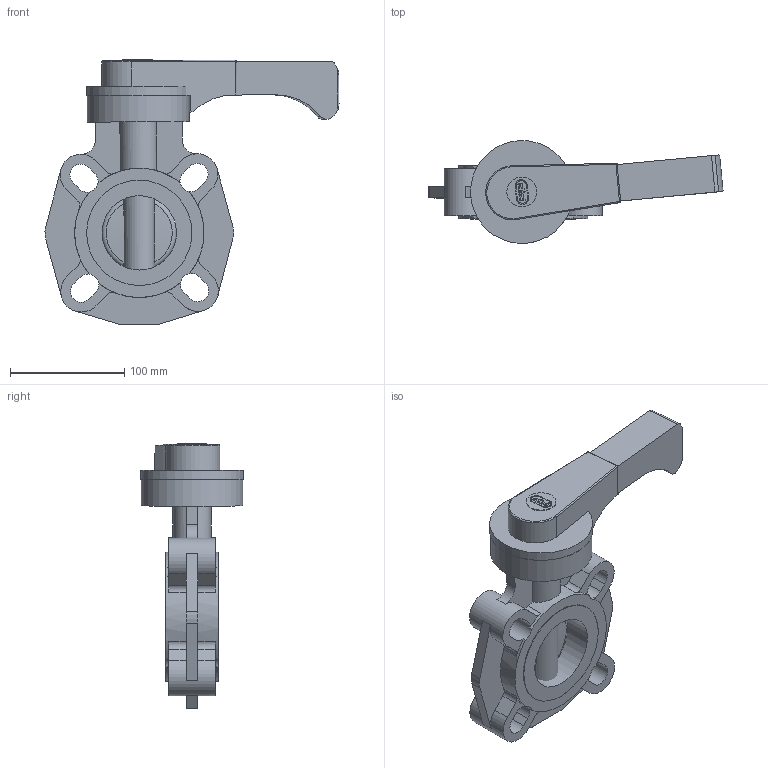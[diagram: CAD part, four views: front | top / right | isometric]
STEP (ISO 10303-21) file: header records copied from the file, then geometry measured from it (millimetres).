
FILE_DESCRIPTION(/* description */ (''),/* implementation_level */ '2;1');
FILE_NAME(/* name */ 'FEOVLM075E.iam.stp',/* time_stamp */ '2013-10-01T10:17:15+02:00',/* author */ ('bfaro'),/* organization */ (''),/* preprocessor_version */ 'ST-DEVELOPER v15.2',/* originating_system */ 'Autodesk Inventor 2014',/* authorisation */ '');
FILE_SCHEMA (('AUTOMOTIVE_DESIGN { 1 0 10303 214 3 1 1 }'));
Length unit declared in the file: millimetre
Products named in the file (5): Maniglia 50-63-75; cassa FE 075; Disco FE-FK 075; Piastrina 40; FEOVLM075E
Bounding box: 256.95 x 89.98 x 231.24 mm (x, y, z)
Volume: 1012553 mm3; surface area: 152313.7 mm2
Topology: 4 solids, 4 shells, 206 faces, 587 edges, 390 vertices
Faces by surface type: plane 113, cylinder 84, cone 4, torus 3, sphere 2
Full cylindrical faces by diameter (mm): 26.1 x1, 28 x1, 65 x1, 89 x1, 92 x2
Entity records: 7123 total; most frequent: CARTESIAN_POINT 1456, DIRECTION 1200, ORIENTED_EDGE 1158, EDGE_CURVE 579, AXIS2_PLACEMENT_3D 430, VERTEX_POINT 390, LINE 340, VECTOR 340
